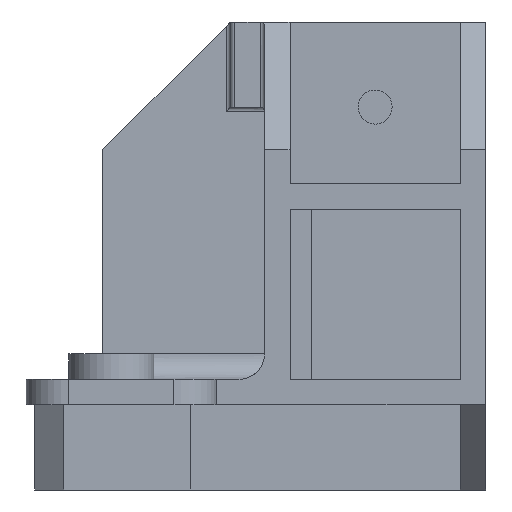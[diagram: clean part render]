
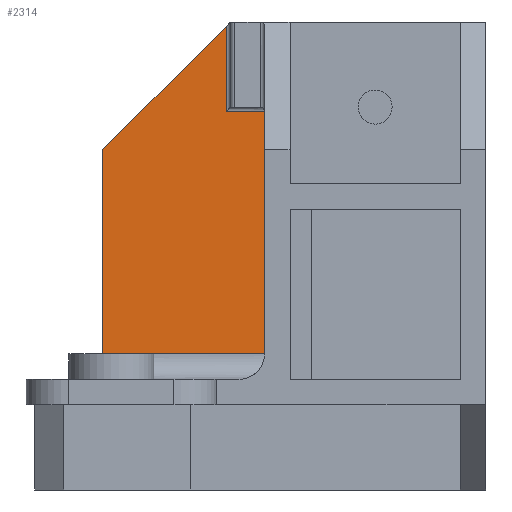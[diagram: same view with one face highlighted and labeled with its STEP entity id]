
A CAD part, front view. The second image highlights one B-rep face of the part: STEP entity #2314.
In plain terms, the highlighted planar face has unit normal (0, -1, 0).
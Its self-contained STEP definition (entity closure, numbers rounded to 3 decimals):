
#451=CARTESIAN_POINT('Vertex',(478.,-13.,-527.)) ;
#456=CARTESIAN_POINT('Line Origine',(478.,-13.,-515.)) ;
#460=CARTESIAN_POINT('Vertex',(478.,-13.,-503.)) ;
#1282=CARTESIAN_POINT('Vertex',(497.,-13.,-527.)) ;
#1589=CARTESIAN_POINT('Line Origine',(483.,-13.,-527.)) ;
#1659=CARTESIAN_POINT('Axis2P3D Location',(497.,-13.,-530.)) ;
#2203=CARTESIAN_POINT('Line Origine',(485.5,-13.,-495.5)) ;
#2207=CARTESIAN_POINT('Vertex',(492.5,-13.,-488.5)) ;
#2287=CARTESIAN_POINT('Line Origine',(494.75,-13.,-498.5)) ;
#2291=CARTESIAN_POINT('Vertex',(492.5,-13.,-498.5)) ;
#2293=CARTESIAN_POINT('Vertex',(497.,-13.,-498.5)) ;
#2296=CARTESIAN_POINT('Line Origine',(492.5,-13.,-493.5)) ;
#2301=CARTESIAN_POINT('Line Origine',(497.,-13.,-512.75)) ;
#457=DIRECTION('Vector Direction',(0.,0.,1.)) ;
#1590=DIRECTION('Vector Direction',(1.,0.,0.)) ;
#1660=DIRECTION('Axis2P3D Direction',(0.,1.,0.)) ;
#1661=DIRECTION('Axis2P3D XDirection',(-1.,0.,0.)) ;
#2204=DIRECTION('Vector Direction',(0.707,0.,0.707)) ;
#2288=DIRECTION('Vector Direction',(1.,0.,0.)) ;
#2297=DIRECTION('Vector Direction',(0.,0.,-1.)) ;
#2302=DIRECTION('Vector Direction',(0.,0.,1.)) ;
#1662=AXIS2_PLACEMENT_3D('Plane Axis2P3D',#1659,#1660,#1661) ;
#2307=ORIENTED_EDGE('',*,*,#2295,.F.) ;
#2308=ORIENTED_EDGE('',*,*,#2300,.T.) ;
#2309=ORIENTED_EDGE('',*,*,#2209,.T.) ;
#2310=ORIENTED_EDGE('',*,*,#462,.F.) ;
#2311=ORIENTED_EDGE('',*,*,#1593,.T.) ;
#2312=ORIENTED_EDGE('',*,*,#2305,.T.) ;
#458=VECTOR('Line Direction',#457,1.) ;
#1591=VECTOR('Line Direction',#1590,1.) ;
#2205=VECTOR('Line Direction',#2204,1.) ;
#2289=VECTOR('Line Direction',#2288,1.) ;
#2298=VECTOR('Line Direction',#2297,1.) ;
#2303=VECTOR('Line Direction',#2302,1.) ;
#2314=ADVANCED_FACE('Corps principal',(#2313),#1663,.F.) ;
#462=EDGE_CURVE('',#452,#461,#459,.T.) ;
#1593=EDGE_CURVE('',#452,#1283,#1592,.T.) ;
#2209=EDGE_CURVE('',#2208,#461,#2206,.F.) ;
#2295=EDGE_CURVE('',#2292,#2294,#2290,.T.) ;
#2300=EDGE_CURVE('',#2292,#2208,#2299,.F.) ;
#2305=EDGE_CURVE('',#1283,#2294,#2304,.T.) ;
#2306=EDGE_LOOP('',(#2307,#2308,#2309,#2310,#2311,#2312)) ;
#2313=FACE_OUTER_BOUND('',#2306,.T.) ;
#459=LINE('Line',#456,#458) ;
#1592=LINE('Line',#1589,#1591) ;
#2206=LINE('Line',#2203,#2205) ;
#2290=LINE('Line',#2287,#2289) ;
#2299=LINE('Line',#2296,#2298) ;
#2304=LINE('Line',#2301,#2303) ;
#1663=PLANE('Plane',#1662) ;
#452=VERTEX_POINT('',#451) ;
#461=VERTEX_POINT('',#460) ;
#1283=VERTEX_POINT('',#1282) ;
#2208=VERTEX_POINT('',#2207) ;
#2292=VERTEX_POINT('',#2291) ;
#2294=VERTEX_POINT('',#2293) ;
